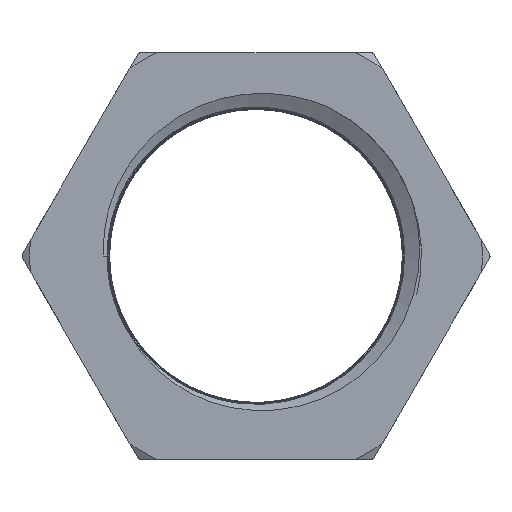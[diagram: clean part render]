
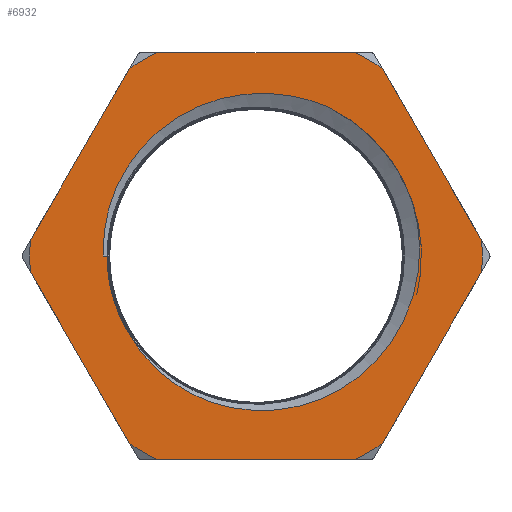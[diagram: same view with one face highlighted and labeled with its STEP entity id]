
A CAD part, left-side view. The second image highlights one B-rep face of the part: STEP entity #6932.
In plain terms, the highlighted planar face has unit normal (-1, 0, 0).
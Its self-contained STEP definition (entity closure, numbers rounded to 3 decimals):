
#1209=CARTESIAN_POINT('',(-26.5,15.463,0.));
#1210=CARTESIAN_POINT('',(-26.5,15.495,0.756));
#1211=CARTESIAN_POINT('',(-26.5,15.448,2.257));
#1212=CARTESIAN_POINT('',(-26.5,15.043,4.518));
#1213=CARTESIAN_POINT('',(-26.5,14.321,6.674));
#1214=CARTESIAN_POINT('',(-26.5,13.277,8.738));
#1215=CARTESIAN_POINT('',(-26.5,11.949,10.621));
#1216=CARTESIAN_POINT('',(-26.5,10.353,12.305));
#1217=CARTESIAN_POINT('',(-26.5,8.514,13.752));
#1218=CARTESIAN_POINT('',(-26.5,6.493,14.915));
#1219=CARTESIAN_POINT('',(-26.5,4.304,15.785));
#1220=CARTESIAN_POINT('',(-26.5,2.007,16.33));
#1221=CARTESIAN_POINT('',(-26.5,-0.35,16.543));
#1222=CARTESIAN_POINT('',(-26.5,-2.734,16.413));
#1223=CARTESIAN_POINT('',(-26.5,-5.08,15.941));
#1224=CARTESIAN_POINT('',(-26.5,-6.579,15.409));
#1225=CARTESIAN_POINT('',(-26.5,-7.316,15.086));
#1227=DIRECTION('',(0.,-1.,0.));
#1228=VECTOR('',#1227,0.365);
#1229=CARTESIAN_POINT('',(-26.5,15.463,0.));
#1230=LINE('',#1229,#1228);
#1231=CARTESIAN_POINT('',(-26.5,0.,0.));
#1232=DIRECTION('',(1.,0.,0.));
#1233=DIRECTION('',(0.,0.827,-0.562));
#1234=AXIS2_PLACEMENT_3D('',#1231,#1232,#1233);
#1236=CARTESIAN_POINT('',(-26.5,-15.819,5.557));
#1237=CARTESIAN_POINT('',(-26.5,-16.03,4.883));
#1238=CARTESIAN_POINT('',(-26.5,-16.362,3.525));
#1239=CARTESIAN_POINT('',(-26.5,-16.602,1.441));
#1240=CARTESIAN_POINT('',(-26.5,-16.58,-0.626));
#1241=CARTESIAN_POINT('',(-26.5,-16.299,-2.706));
#1242=CARTESIAN_POINT('',(-26.5,-15.724,-4.839));
#1243=CARTESIAN_POINT('',(-26.5,-14.787,-7.039));
#1244=CARTESIAN_POINT('',(-26.5,-13.436,-9.214));
#1245=CARTESIAN_POINT('',(-26.5,-11.756,-11.142));
#1246=CARTESIAN_POINT('',(-26.5,-9.849,-12.744));
#1247=CARTESIAN_POINT('',(-26.5,-7.743,-14.02));
#1248=CARTESIAN_POINT('',(-26.5,-5.498,-14.95));
#1249=CARTESIAN_POINT('',(-26.5,-3.109,-15.532));
#1250=CARTESIAN_POINT('',(-26.5,-0.657,-15.737));
#1251=CARTESIAN_POINT('',(-26.5,1.816,-15.555));
#1252=CARTESIAN_POINT('',(-26.5,4.177,-14.993));
#1253=CARTESIAN_POINT('',(-26.5,6.265,-14.147));
#1254=CARTESIAN_POINT('',(-26.5,8.127,-13.068));
#1255=CARTESIAN_POINT('',(-26.5,9.782,-11.777));
#1256=CARTESIAN_POINT('',(-26.5,11.264,-10.251));
#1257=CARTESIAN_POINT('',(-26.5,12.104,-9.101));
#1258=CARTESIAN_POINT('',(-26.5,12.487,-8.488));
#1260=CARTESIAN_POINT('',(-26.5,-7.316,15.086));
#1261=CARTESIAN_POINT('',(-26.5,-7.968,14.77));
#1262=CARTESIAN_POINT('',(-26.5,-9.216,14.061));
#1263=CARTESIAN_POINT('',(-26.5,-10.936,12.769));
#1264=CARTESIAN_POINT('',(-26.5,-12.467,11.279));
#1265=CARTESIAN_POINT('',(-26.5,-13.817,9.582));
#1266=CARTESIAN_POINT('',(-26.5,-14.958,7.684));
#1267=CARTESIAN_POINT('',(-26.5,-15.562,6.289));
#1268=CARTESIAN_POINT('',(-26.5,-15.819,5.557));
#1270=DIRECTION('',(0.,0.5,-0.866));
#1271=VECTOR('',#1270,20.1);
#1272=CARTESIAN_POINT('',(-26.5,12.815,19.004));
#1273=LINE('',#1272,#1271);
#1274=CARTESIAN_POINT('',(-26.5,0.,0.));
#1275=DIRECTION('',(1.,0.,0.));
#1276=DIRECTION('',(0.,0.559,0.829));
#1277=AXIS2_PLACEMENT_3D('',#1274,#1275,#1276);
#1279=DIRECTION('',(0.,1.,0.));
#1280=VECTOR('',#1279,20.1);
#1281=CARTESIAN_POINT('',(-26.5,-10.05,20.6));
#1282=LINE('',#1281,#1280);
#1283=CARTESIAN_POINT('',(-26.5,0.,0.));
#1284=DIRECTION('',(1.,0.,0.));
#1285=DIRECTION('',(0.,-0.438,0.899));
#1286=AXIS2_PLACEMENT_3D('',#1283,#1284,#1285);
#1288=DIRECTION('',(0.,0.5,0.866));
#1289=VECTOR('',#1288,20.1);
#1290=CARTESIAN_POINT('',(-26.5,-22.865,1.596));
#1291=LINE('',#1290,#1289);
#1292=DIRECTION('',(0.,-0.5,0.866));
#1293=VECTOR('',#1292,20.1);
#1294=CARTESIAN_POINT('',(-26.5,-12.815,-19.004));
#1295=LINE('',#1294,#1293);
#1296=CARTESIAN_POINT('',(-26.5,0.,0.));
#1297=DIRECTION('',(1.,0.,0.));
#1298=DIRECTION('',(0.,-0.559,-0.829));
#1299=AXIS2_PLACEMENT_3D('',#1296,#1297,#1298);
#1301=DIRECTION('',(0.,-1.,0.));
#1302=VECTOR('',#1301,20.1);
#1303=CARTESIAN_POINT('',(-26.5,10.05,-20.6));
#1304=LINE('',#1303,#1302);
#1305=CARTESIAN_POINT('',(-26.5,0.,0.));
#1306=DIRECTION('',(1.,0.,0.));
#1307=DIRECTION('',(0.,0.438,-0.899));
#1308=AXIS2_PLACEMENT_3D('',#1305,#1306,#1307);
#1310=DIRECTION('',(0.,-0.5,-0.866));
#1311=VECTOR('',#1310,20.1);
#1312=CARTESIAN_POINT('',(-26.5,22.865,-1.596));
#1313=LINE('',#1312,#1311);
#2288=CARTESIAN_POINT('',(-26.5,0.,0.));
#2289=DIRECTION('',(-1.,0.,0.));
#2290=DIRECTION('',(0.,-0.998,-0.07));
#2291=AXIS2_PLACEMENT_3D('',#2288,#2289,#2290);
#2314=CARTESIAN_POINT('',(-26.5,0.,0.));
#2315=DIRECTION('',(-1.,0.,0.));
#2316=DIRECTION('',(0.,0.998,0.07));
#2317=AXIS2_PLACEMENT_3D('',#2314,#2315,#2316);
#4833=CARTESIAN_POINT('',(-26.5,12.815,19.004));
#4834=CARTESIAN_POINT('',(-26.5,10.05,20.6));
#4835=VERTEX_POINT('',#4833);
#4836=VERTEX_POINT('',#4834);
#4837=CARTESIAN_POINT('',(-26.5,-10.05,20.6));
#4838=CARTESIAN_POINT('',(-26.5,-12.815,19.004));
#4839=VERTEX_POINT('',#4837);
#4840=VERTEX_POINT('',#4838);
#4841=CARTESIAN_POINT('',(-26.5,-12.815,-19.004));
#4842=CARTESIAN_POINT('',(-26.5,-10.05,-20.6));
#4843=VERTEX_POINT('',#4841);
#4844=VERTEX_POINT('',#4842);
#4845=CARTESIAN_POINT('',(-26.5,10.05,-20.6));
#4846=CARTESIAN_POINT('',(-26.5,12.815,-19.004));
#4847=VERTEX_POINT('',#4845);
#4848=VERTEX_POINT('',#4846);
#4857=CARTESIAN_POINT('',(-26.5,-22.865,-1.596));
#4858=VERTEX_POINT('',#4857);
#4859=CARTESIAN_POINT('',(-26.5,-22.865,1.596));
#4860=VERTEX_POINT('',#4859);
#4861=CARTESIAN_POINT('',(-26.5,22.865,1.596));
#4862=VERTEX_POINT('',#4861);
#4863=CARTESIAN_POINT('',(-26.5,22.865,-1.596));
#4864=VERTEX_POINT('',#4863);
#4941=VERTEX_POINT('',#1209);
#4942=VERTEX_POINT('',#1225);
#4943=VERTEX_POINT('',#1268);
#4944=VERTEX_POINT('',#1258);
#5056=CARTESIAN_POINT('',(-26.5,15.099,0.));
#5057=VERTEX_POINT('',#5056);
#6892=CARTESIAN_POINT('',(-26.5,0.,0.));
#6893=DIRECTION('',(-1.,0.,0.));
#6894=DIRECTION('',(0.,0.,1.));
#6895=AXIS2_PLACEMENT_3D('',#6892,#6893,#6894);
#6896=PLANE('',#6895);
#6898=ORIENTED_EDGE('',*,*,#6897,.F.);
#6900=ORIENTED_EDGE('',*,*,#6899,.F.);
#6902=ORIENTED_EDGE('',*,*,#6901,.T.);
#6904=ORIENTED_EDGE('',*,*,#6903,.F.);
#6906=ORIENTED_EDGE('',*,*,#6905,.T.);
#6908=ORIENTED_EDGE('',*,*,#6907,.F.);
#6910=ORIENTED_EDGE('',*,*,#6909,.F.);
#6912=ORIENTED_EDGE('',*,*,#6911,.F.);
#6914=ORIENTED_EDGE('',*,*,#6913,.T.);
#6916=ORIENTED_EDGE('',*,*,#6915,.F.);
#6918=ORIENTED_EDGE('',*,*,#6917,.T.);
#6920=ORIENTED_EDGE('',*,*,#6919,.F.);
#6921=EDGE_LOOP('',(#6898,#6900,#6902,#6904,#6906,#6908,#6910,#6912,#6914,#6916,
#6918,#6920));
#6922=FACE_OUTER_BOUND('',#6921,.F.);
#6923=ORIENTED_EDGE('',*,*,#6538,.F.);
#6925=ORIENTED_EDGE('',*,*,#6924,.T.);
#6926=ORIENTED_EDGE('',*,*,#6553,.F.);
#6927=ORIENTED_EDGE('',*,*,#6875,.F.);
#6929=ORIENTED_EDGE('',*,*,#6928,.F.);
#6930=EDGE_LOOP('',(#6923,#6925,#6926,#6927,#6929));
#6931=FACE_BOUND('',#6930,.F.);
#1226=B_SPLINE_CURVE_WITH_KNOTS('',3,(#1209,#1210,#1211,#1212,#1213,#1214,#1215,
#1216,#1217,#1218,#1219,#1220,#1221,#1222,#1223,#1224,#1225),.UNSPECIFIED.,.F.,
.F.,(4,1,1,1,1,1,1,1,1,1,1,1,1,1,4),(0.,0.071,0.143,
0.214,0.286,0.357,0.429,0.5,
0.571,0.643,0.714,0.786,
0.857,0.929,1.),.UNSPECIFIED.);
#1235=CIRCLE('',#1234,15.099);
#1259=B_SPLINE_CURVE_WITH_KNOTS('',3,(#1236,#1237,#1238,#1239,#1240,#1241,#1242,
#1243,#1244,#1245,#1246,#1247,#1248,#1249,#1250,#1251,#1252,#1253,#1254,#1255,
#1256,#1257,#1258),.UNSPECIFIED.,.F.,.F.,(4,1,1,1,1,1,1,1,1,1,1,1,1,1,1,1,1,1,1,
1,4),(0.,0.05,0.1,0.15,0.2,0.25,0.3,0.35,0.4,0.45,0.5,
0.55,0.6,0.65,0.7,0.75,0.8,0.85,0.9,0.95,1.),.UNSPECIFIED.);
#1269=B_SPLINE_CURVE_WITH_KNOTS('',3,(#1260,#1261,#1262,#1263,#1264,#1265,#1266,
#1267,#1268),.UNSPECIFIED.,.F.,.F.,(4,1,1,1,1,1,4),(0.,0.167,
0.333,0.5,0.667,0.833,1.),
.UNSPECIFIED.);
#1278=CIRCLE('',#1277,22.921);
#1287=CIRCLE('',#1286,22.921);
#1300=CIRCLE('',#1299,22.921);
#1309=CIRCLE('',#1308,22.921);
#2292=CIRCLE('',#2291,22.921);
#2318=CIRCLE('',#2317,22.921);
#6538=EDGE_CURVE('',#4941,#4942,#1226,.T.);
#6553=EDGE_CURVE('',#4944,#5057,#1235,.T.);
#6875=EDGE_CURVE('',#4943,#4944,#1259,.T.);
#6897=EDGE_CURVE('',#4862,#4864,#2318,.T.);
#6899=EDGE_CURVE('',#4835,#4862,#1273,.T.);
#6901=EDGE_CURVE('',#4835,#4836,#1278,.T.);
#6903=EDGE_CURVE('',#4839,#4836,#1282,.T.);
#6905=EDGE_CURVE('',#4839,#4840,#1287,.T.);
#6907=EDGE_CURVE('',#4860,#4840,#1291,.T.);
#6909=EDGE_CURVE('',#4858,#4860,#2292,.T.);
#6911=EDGE_CURVE('',#4843,#4858,#1295,.T.);
#6913=EDGE_CURVE('',#4843,#4844,#1300,.T.);
#6915=EDGE_CURVE('',#4847,#4844,#1304,.T.);
#6917=EDGE_CURVE('',#4847,#4848,#1309,.T.);
#6919=EDGE_CURVE('',#4864,#4848,#1313,.T.);
#6924=EDGE_CURVE('',#4941,#5057,#1230,.T.);
#6928=EDGE_CURVE('',#4942,#4943,#1269,.T.);
#6932=ADVANCED_FACE('',(#6922,#6931),#6896,.T.);
